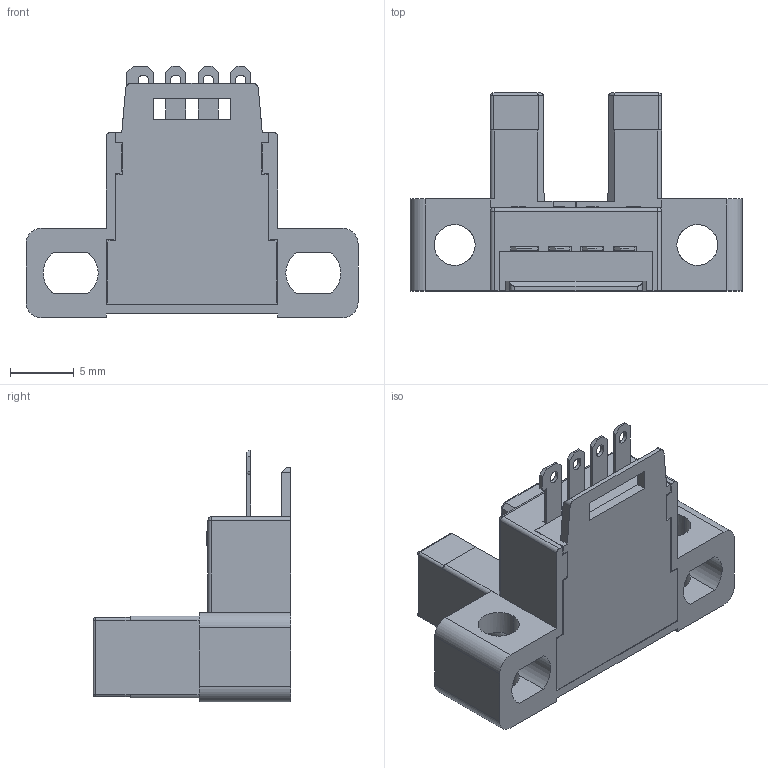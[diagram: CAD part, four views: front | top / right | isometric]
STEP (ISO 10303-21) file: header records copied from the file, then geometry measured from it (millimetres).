
FILE_DESCRIPTION((''),'2;1');
FILE_NAME('ASM0001_ASM','2011-03-29T',('sereneee'),(''),'PRO/ENGINEER BY PARAMETRIC TECHNOLOGY CORPORATION, 2006140','PRO/ENGINEER BY PARAMETRIC TECHNOLOGY CORPORATION, 2006140','');
FILE_SCHEMA(('CONFIG_CONTROL_DESIGN'));
Length unit declared in the file: millimetre
Products named in the file (10): PRT0001; PRT0002; PRT0003; PRT0004; PRT0005; PRT0006; PRT0007; PRT0008; PRT0009; ASM0001_ASM
Assembly tree (9 placements, depth 2):
  ASM0001_ASM
    PRT0001
    PRT0002
    PRT0003
    PRT0004
    PRT0005
    PRT0006
    PRT0007
    PRT0008
    PRT0009
Bounding box: 26 x 15.5 x 19.7 mm (x, y, z)
Volume: 1195.9 mm3; surface area: 2848.9 mm2
Topology: 9 solids, 9 shells, 445 faces, 1231 edges, 804 vertices
Faces by surface type: plane 375, cylinder 64, sphere 6
Entity records: 14357 total; most frequent: CARTESIAN_POINT 2674, ORIENTED_EDGE 2462, DIRECTION 2251, EDGE_CURVE 1231, VECTOR 1087, LINE 1087, VERTEX_POINT 804, AXIS2_PLACEMENT_3D 582
